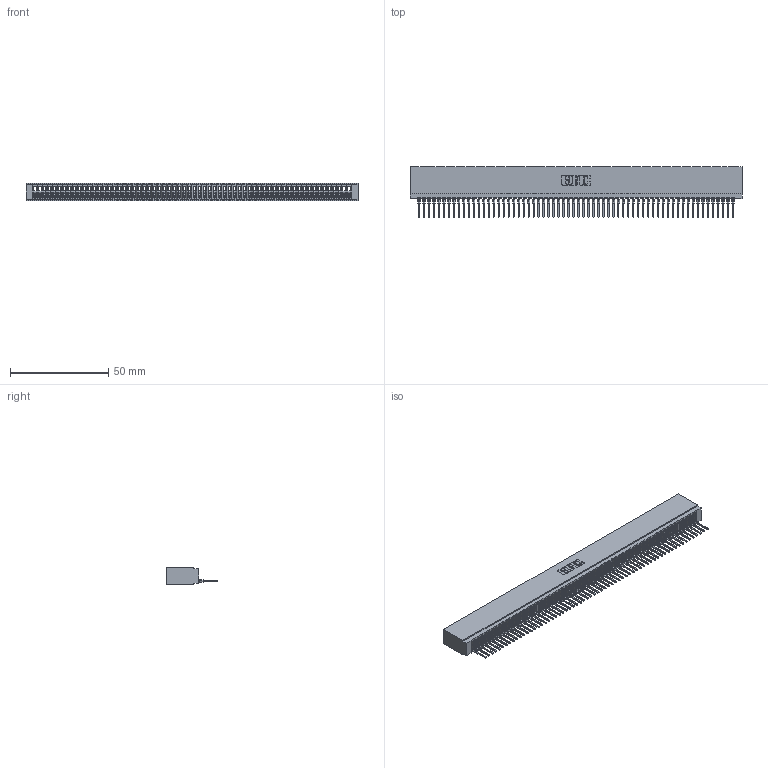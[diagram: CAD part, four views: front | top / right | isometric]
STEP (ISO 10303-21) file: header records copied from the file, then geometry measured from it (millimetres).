
FILE_DESCRIPTION (( 'STEP AP203' ), '1' );
FILE_NAME ('745-064-522-101.STEP', '2026-02-26T00:19:37', ( '' ), ( '' ), 'SwSTEP 2.0', 'SolidWorks 2023', '' );
FILE_SCHEMA (( 'CONFIG_CONTROL_DESIGN' ));
Length unit declared in the file: millimetre
Products named in the file (3): 745-064-522-101; 745-292-001_522; 745 Part_Insulator Option - 01
Assembly tree (65 placements, depth 2):
  745-064-522-101
    745 Part_Insulator Option - 01
    745-292-001_522  x64
Bounding box: 169.16 x 25.92 x 8.89 mm (x, y, z)
Volume: 14542.7 mm3; surface area: 27695.7 mm2
Topology: 65 solids, 65 shells, 7263 faces, 19970 edges, 12588 vertices
Faces by surface type: plane 4343, bspline 1280, cylinder 1256, torus 384
Entity records: 102694 total; most frequent: CARTESIAN_POINT 18599, ORIENTED_EDGE 18142, DIRECTION 15701, EDGE_CURVE 9071, LINE 8505, VECTOR 8505, VERTEX_POINT 5784, AXIS2_PLACEMENT_3D 3598
